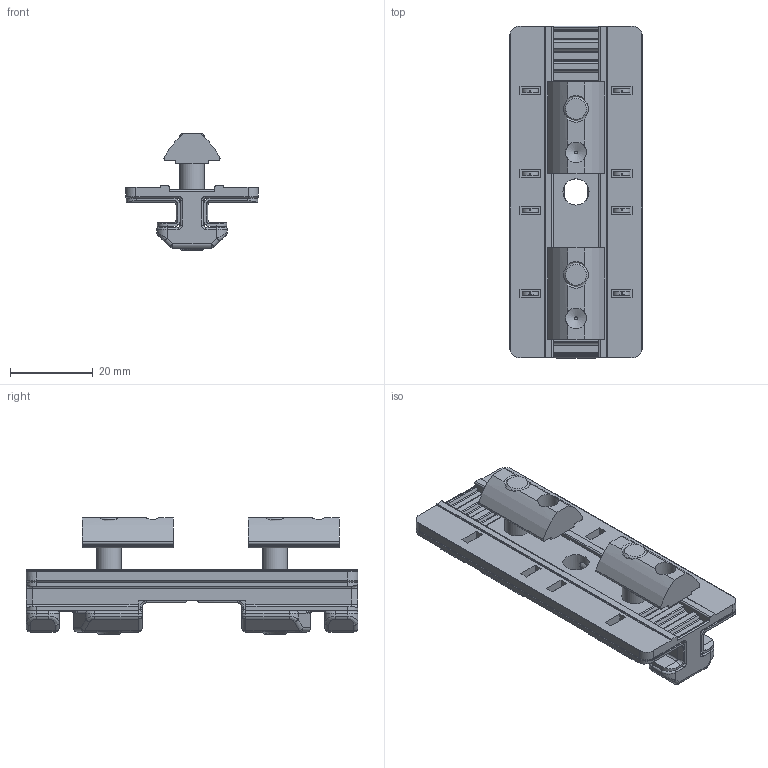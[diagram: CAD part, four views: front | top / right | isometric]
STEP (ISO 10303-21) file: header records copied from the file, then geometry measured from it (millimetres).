
FILE_DESCRIPTION (( 'STEP AP214' ), '1' );
FILE_NAME ('093PS0840F.STEP', '2014-10-24T14:06:35', ( 'Admin' ), ( 'Hewlett-Packard Company' ), 'SwSTEP 2.0', 'SolidWorks 2014', '' );
FILE_SCHEMA (( 'AUTOMOTIVE_DESIGN' ));
Length unit declared in the file: millimetre
Products named in the file (6): 096026_096 026; 4iso3601d0515; 4iso7380m0625m_4 iso 7380 m06 25 m; 093PS0840FR02_Standard; 093PS0840FR01_Standard; 093PS0840F
Assembly tree (9 placements, depth 2):
  093PS0840F
    093PS0840FR01_Standard
    093PS0840FR02_Standard  x2
    4iso7380m0625m_4 iso 7380 m06 25 m  x2
    4iso3601d0515  x2
    096026_096 026  x2
Bounding box: 32 x 80 x 28 mm (x, y, z)
Volume: 18262.1 mm3; surface area: 19921 mm2
Topology: 9 solids, 9 shells, 622 faces, 1607 edges, 982 vertices
Faces by surface type: plane 259, cylinder 241, torus 56, bspline 28, sphere 20, cone 18
Full cylindrical faces by diameter (mm): 5 x4, 6 x2, 6.3 x3
Entity records: 16844 total; most frequent: CARTESIAN_POINT 4053, DIRECTION 2640, ORIENTED_EDGE 2640, EDGE_CURVE 1320, AXIS2_PLACEMENT_3D 945, VERTEX_POINT 818, LINE 750, VECTOR 750
